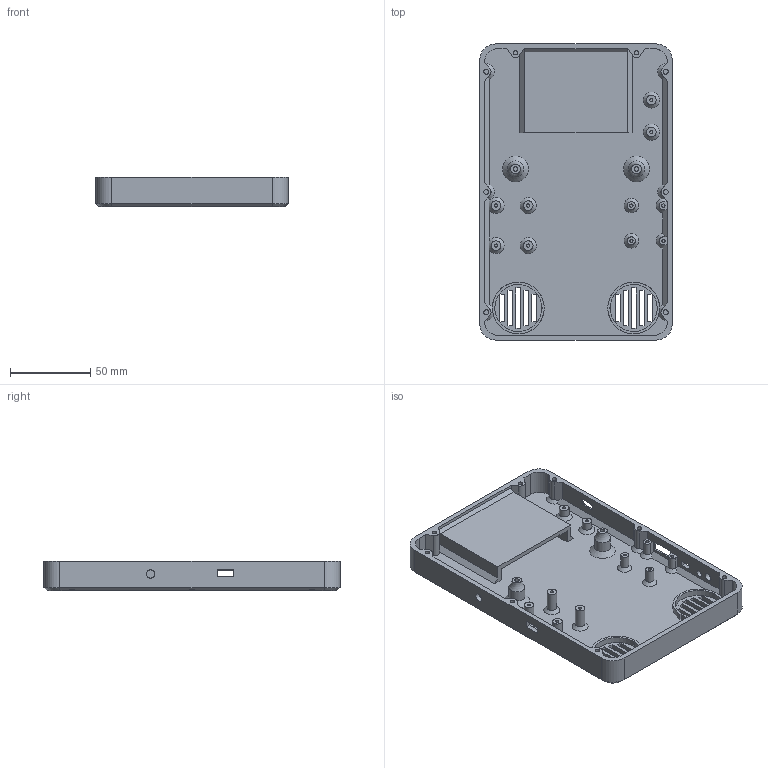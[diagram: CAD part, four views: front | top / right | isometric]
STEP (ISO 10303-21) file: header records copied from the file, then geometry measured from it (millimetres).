
FILE_DESCRIPTION(/* description */ (''),/* implementation_level */ '2;1');
FILE_NAME(/* name */ 'gameboy_xl_touch_case_bottom.step',/* time_stamp */ '2023-06-11T10:41:23-05:00',/* author */ (''),/* organization */ (''),/* preprocessor_version */ 'ST-DEVELOPER v19.2',/* originating_system */ 'Autodesk Translation Framework v12.6.0.85',/* authorisation */ '');
FILE_SCHEMA (('AUTOMOTIVE_DESIGN { 1 0 10303 214 3 1 1 }'));
Length unit declared in the file: millimetre
Products named in the file (1): touchscreen case
Bounding box: 120 x 184.75 x 18.5 mm (x, y, z)
Volume: 106251.4 mm3; surface area: 73387.1 mm2
Topology: 1 solids, 1 shells, 305 faces, 755 edges, 479 vertices
Faces by surface type: plane 212, cylinder 65, cone 26, torus 2
Full cylindrical faces by diameter (mm): 2 x10, 2.8 x4, 3 x6, 4 x1, 5 x2, 5.1 x2, 6 x12, 10 x2
Entity records: 9017 total; most frequent: CARTESIAN_POINT 1623, DIRECTION 1514, ORIENTED_EDGE 1510, EDGE_CURVE 755, LINE 542, VECTOR 542, AXIS2_PLACEMENT_3D 486, VERTEX_POINT 479
